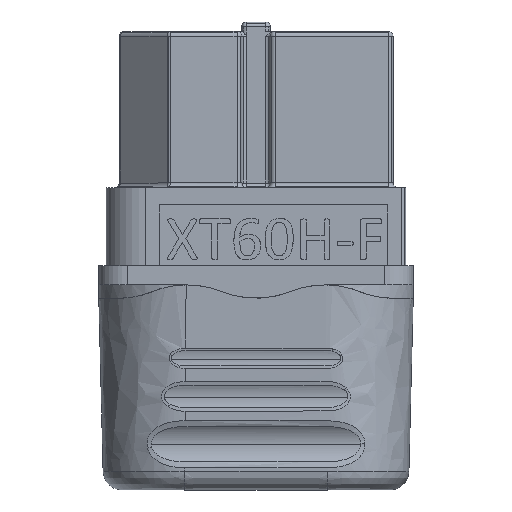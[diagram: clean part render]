
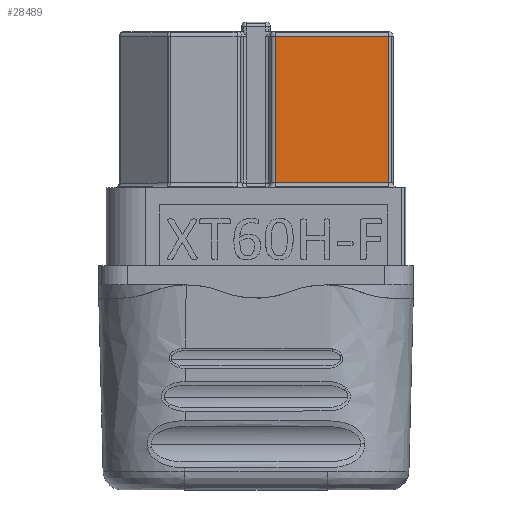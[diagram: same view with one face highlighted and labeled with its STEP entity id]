
A CAD part, top view. The second image highlights one B-rep face of the part: STEP entity #28489.
In plain terms, the highlighted planar face has unit normal (0, 0, 1).
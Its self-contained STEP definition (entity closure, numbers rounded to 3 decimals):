
#732 = DIRECTION ( 'NONE',  ( 0., -1., 0. ) ) ;
#1181 = LINE ( 'NONE', #17540, #30099 ) ;
#2582 = VERTEX_POINT ( 'NONE', #15181 ) ;
#2601 = CARTESIAN_POINT ( 'NONE',  ( 1.004, 0.247, 3.389 ) ) ;
#3030 = EDGE_CURVE ( 'NONE', #2582, #23182, #28505, .T. ) ;
#3636 = ORIENTED_EDGE ( 'NONE', *, *, #23165, .F. ) ;
#7010 = CARTESIAN_POINT ( 'NONE',  ( 6.941, 10.747, 3.389 ) ) ;
#7245 = EDGE_CURVE ( 'NONE', #23182, #16093, #1181, .T. ) ;
#7801 = PLANE ( 'NONE',  #14865 ) ;
#11671 = DIRECTION ( 'NONE',  ( -1., 0., 0. ) ) ;
#12357 = VECTOR ( 'NONE', #12454, 1000. ) ;
#12454 = DIRECTION ( 'NONE',  ( 0., 1., 0. ) ) ;
#12592 = DIRECTION ( 'NONE',  ( 0., 0., -1. ) ) ;
#13018 = CARTESIAN_POINT ( 'NONE',  ( 6.942, 0.247, 3.389 ) ) ;
#14000 = LINE ( 'NONE', #16751, #21807 ) ;
#14109 = ORIENTED_EDGE ( 'NONE', *, *, #18653, .F. ) ;
#14114 = DIRECTION ( 'NONE',  ( 0., -1., 0. ) ) ;
#14354 = VECTOR ( 'NONE', #14114, 1000. ) ;
#14865 = AXIS2_PLACEMENT_3D ( 'NONE', #26335, #12592, #732 ) ;
#14923 = FACE_OUTER_BOUND ( 'NONE', #15654, .T. ) ;
#15181 = CARTESIAN_POINT ( 'NONE',  ( 1.004, 0.247, 3.389 ) ) ;
#15654 = EDGE_LOOP ( 'NONE', ( #14109, #19575, #27815, #3636 ) ) ;
#16093 = VERTEX_POINT ( 'NONE', #19976 ) ;
#16751 = CARTESIAN_POINT ( 'NONE',  ( 6.942, 0.247, 3.389 ) ) ;
#17540 = CARTESIAN_POINT ( 'NONE',  ( 1.004, 7.947, 3.389 ) ) ;
#18653 = EDGE_CURVE ( 'NONE', #16093, #21690, #21512, .T. ) ;
#18776 = CARTESIAN_POINT ( 'NONE',  ( 1.004, 7.947, 3.389 ) ) ;
#19575 = ORIENTED_EDGE ( 'NONE', *, *, #7245, .F. ) ;
#19976 = CARTESIAN_POINT ( 'NONE',  ( 6.941, 7.947, 3.389 ) ) ;
#21512 = LINE ( 'NONE', #7010, #14354 ) ;
#21690 = VERTEX_POINT ( 'NONE', #13018 ) ;
#21807 = VECTOR ( 'NONE', #11671, 1000. ) ;
#23165 = EDGE_CURVE ( 'NONE', #21690, #2582, #14000, .T. ) ;
#23182 = VERTEX_POINT ( 'NONE', #18776 ) ;
#26335 = CARTESIAN_POINT ( 'NONE',  ( 0.754, -0.503, 3.389 ) ) ;
#26937 = DIRECTION ( 'NONE',  ( 1., 0., 0. ) ) ;
#27815 = ORIENTED_EDGE ( 'NONE', *, *, #3030, .F. ) ;
#28489 = ADVANCED_FACE ( 'NONE', ( #14923 ), #7801, .F. ) ;
#28505 = LINE ( 'NONE', #2601, #12357 ) ;
#30099 = VECTOR ( 'NONE', #26937, 1000. ) ;
